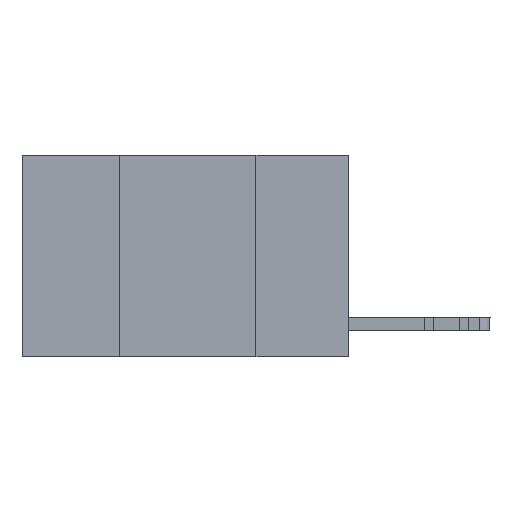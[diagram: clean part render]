
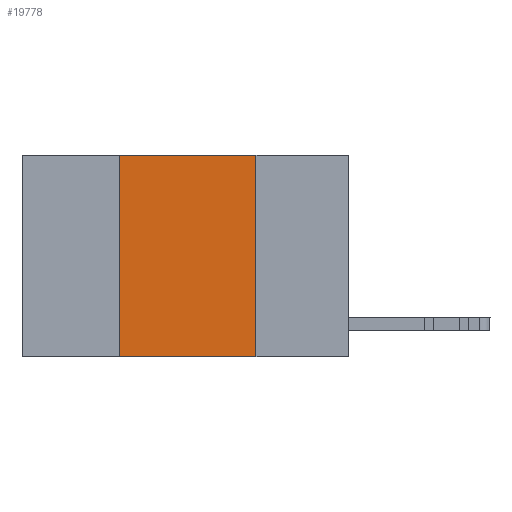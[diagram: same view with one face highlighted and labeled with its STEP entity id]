
A CAD part, left-side view. The second image highlights one B-rep face of the part: STEP entity #19778.
In plain terms, the highlighted planar face has unit normal (-1, 0, 0).
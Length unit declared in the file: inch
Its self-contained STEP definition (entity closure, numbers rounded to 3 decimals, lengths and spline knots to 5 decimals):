
#1644 = VECTOR ( 'NONE', #14451, 39.37008 ) ;
#2507 = CARTESIAN_POINT ( 'NONE',  ( 0., 0.42, 0. ) ) ;
#3132 = DIRECTION ( 'NONE',  ( 0., -1., 0. ) ) ;
#3729 = EDGE_LOOP ( 'NONE', ( #24484, #7790, #20082, #25894 ) ) ;
#7326 = EDGE_CURVE ( 'NONE', #28265, #24509, #7433, .T. ) ;
#7384 = PLANE ( 'NONE',  #24753 ) ;
#7433 = LINE ( 'NONE', #21009, #1644 ) ;
#7790 = ORIENTED_EDGE ( 'NONE', *, *, #13802, .F. ) ;
#9425 = CARTESIAN_POINT ( 'NONE',  ( 0., 0.17, 0. ) ) ;
#9574 = CARTESIAN_POINT ( 'NONE',  ( 0., 0.6, 0. ) ) ;
#10571 = LINE ( 'NONE', #16059, #17055 ) ;
#11191 = DIRECTION ( 'NONE',  ( 0., 0., 1. ) ) ;
#11672 = VERTEX_POINT ( 'NONE', #15895 ) ;
#11778 = DIRECTION ( 'NONE',  ( 1., 0., 0. ) ) ;
#11964 = VECTOR ( 'NONE', #15601, 39.37008 ) ;
#13417 = CARTESIAN_POINT ( 'NONE',  ( 0., 0.17, 0. ) ) ;
#13802 = EDGE_CURVE ( 'NONE', #11672, #23187, #10571, .T. ) ;
#14033 = FACE_OUTER_BOUND ( 'NONE', #3729, .T. ) ;
#14451 = DIRECTION ( 'NONE',  ( 0., -1., 0. ) ) ;
#14536 = VECTOR ( 'NONE', #11191, 39.37008 ) ;
#15601 = DIRECTION ( 'NONE',  ( 0., 0., -1. ) ) ;
#15895 = CARTESIAN_POINT ( 'NONE',  ( 0., 0.42, 0. ) ) ;
#16059 = CARTESIAN_POINT ( 'NONE',  ( 0., 0.6, 0. ) ) ;
#17055 = VECTOR ( 'NONE', #3132, 39.37008 ) ;
#18426 = LINE ( 'NONE', #13417, #11964 ) ;
#18475 = CARTESIAN_POINT ( 'NONE',  ( 0., 0.42, -0.37 ) ) ;
#19778 = ADVANCED_FACE ( 'NONE', ( #14033 ), #7384, .F. ) ;
#20082 = ORIENTED_EDGE ( 'NONE', *, *, #27404, .F. ) ;
#20323 = LINE ( 'NONE', #2507, #14536 ) ;
#20965 = EDGE_CURVE ( 'NONE', #23187, #24509, #18426, .T. ) ;
#21009 = CARTESIAN_POINT ( 'NONE',  ( 0., 0.6, -0.37 ) ) ;
#23187 = VERTEX_POINT ( 'NONE', #9425 ) ;
#24484 = ORIENTED_EDGE ( 'NONE', *, *, #20965, .F. ) ;
#24509 = VERTEX_POINT ( 'NONE', #24781 ) ;
#24753 = AXIS2_PLACEMENT_3D ( 'NONE', #9574, #11778, #27050 ) ;
#24781 = CARTESIAN_POINT ( 'NONE',  ( 0., 0.17, -0.37 ) ) ;
#25894 = ORIENTED_EDGE ( 'NONE', *, *, #7326, .T. ) ;
#27050 = DIRECTION ( 'NONE',  ( 0., 0., -1. ) ) ;
#27404 = EDGE_CURVE ( 'NONE', #28265, #11672, #20323, .T. ) ;
#28265 = VERTEX_POINT ( 'NONE', #18475 ) ;
